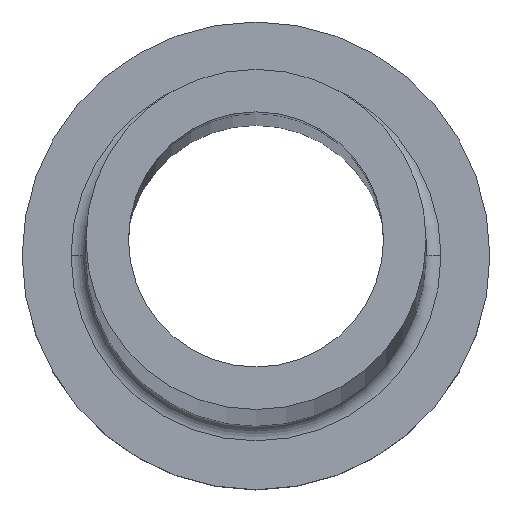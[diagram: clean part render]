
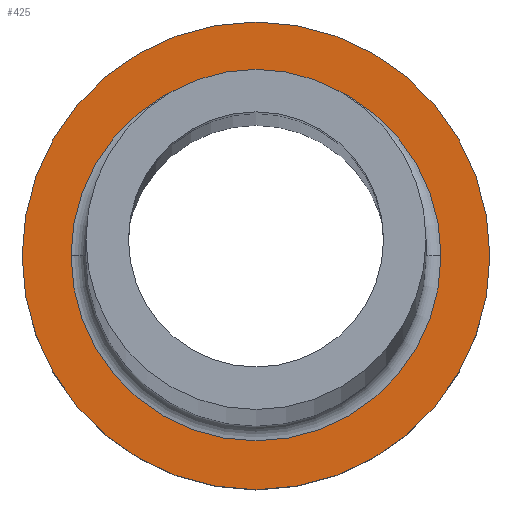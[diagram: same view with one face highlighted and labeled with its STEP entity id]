
A CAD part, top view. The second image highlights one B-rep face of the part: STEP entity #425.
In plain terms, the highlighted planar face has unit normal (0, 0, 1).
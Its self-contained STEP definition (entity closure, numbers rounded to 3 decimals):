
#3 = CARTESIAN_POINT ( 'NONE',  ( 0., 0., 7. ) ) ;
#23 = VERTEX_POINT ( 'NONE', #69 ) ;
#24 = ORIENTED_EDGE ( 'NONE', *, *, #434, .T. ) ;
#43 = DIRECTION ( 'NONE',  ( 1., 0., 0. ) ) ;
#52 = VERTEX_POINT ( 'NONE', #433 ) ;
#55 = AXIS2_PLACEMENT_3D ( 'NONE', #139, #168, #105 ) ;
#57 = VERTEX_POINT ( 'NONE', #112 ) ;
#59 = ORIENTED_EDGE ( 'NONE', *, *, #287, .T. ) ;
#68 = CARTESIAN_POINT ( 'NONE',  ( 0., 0., 7. ) ) ;
#69 = CARTESIAN_POINT ( 'NONE',  ( 8.7, 0., 7. ) ) ;
#89 = AXIS2_PLACEMENT_3D ( 'NONE', #180, #363, #43 ) ;
#105 = DIRECTION ( 'NONE',  ( 1., 0., 0. ) ) ;
#112 = CARTESIAN_POINT ( 'NONE',  ( 11., 0., 7. ) ) ;
#114 = EDGE_CURVE ( 'NONE', #347, #23, #133, .T. ) ;
#133 = CIRCLE ( 'NONE', #55, 8.7 ) ;
#139 = CARTESIAN_POINT ( 'NONE',  ( 0., 0., 7. ) ) ;
#152 = DIRECTION ( 'NONE',  ( 1., 0., 0. ) ) ;
#168 = DIRECTION ( 'NONE',  ( 0., 0., -1. ) ) ;
#170 = DIRECTION ( 'NONE',  ( 0., 0., 1. ) ) ;
#180 = CARTESIAN_POINT ( 'NONE',  ( 0., 0., 7. ) ) ;
#195 = EDGE_CURVE ( 'NONE', #57, #52, #294, .T. ) ;
#203 = EDGE_LOOP ( 'NONE', ( #59, #213 ) ) ;
#210 = CARTESIAN_POINT ( 'NONE',  ( -8.7, 0., 7. ) ) ;
#213 = ORIENTED_EDGE ( 'NONE', *, *, #195, .T. ) ;
#221 = FACE_BOUND ( 'NONE', #418, .T. ) ;
#224 = DIRECTION ( 'NONE',  ( 1., 0., 0. ) ) ;
#239 = ORIENTED_EDGE ( 'NONE', *, *, #114, .T. ) ;
#241 = AXIS2_PLACEMENT_3D ( 'NONE', #3, #382, #152 ) ;
#243 = CIRCLE ( 'NONE', #337, 8.7 ) ;
#251 = FACE_OUTER_BOUND ( 'NONE', #203, .T. ) ;
#287 = EDGE_CURVE ( 'NONE', #52, #57, #349, .T. ) ;
#291 = PLANE ( 'NONE',  #89 ) ;
#294 = CIRCLE ( 'NONE', #241, 11. ) ;
#331 = CARTESIAN_POINT ( 'NONE',  ( 0., 0., 7. ) ) ;
#337 = AXIS2_PLACEMENT_3D ( 'NONE', #331, #401, #224 ) ;
#347 = VERTEX_POINT ( 'NONE', #210 ) ;
#349 = CIRCLE ( 'NONE', #441, 11. ) ;
#363 = DIRECTION ( 'NONE',  ( 0., 0., 1. ) ) ;
#382 = DIRECTION ( 'NONE',  ( 0., 0., 1. ) ) ;
#401 = DIRECTION ( 'NONE',  ( 0., 0., -1. ) ) ;
#418 = EDGE_LOOP ( 'NONE', ( #24, #239 ) ) ;
#425 = ADVANCED_FACE ( 'NONE', ( #221, #251 ), #291, .T. ) ;
#433 = CARTESIAN_POINT ( 'NONE',  ( -11., 0., 7. ) ) ;
#434 = EDGE_CURVE ( 'NONE', #23, #347, #243, .T. ) ;
#441 = AXIS2_PLACEMENT_3D ( 'NONE', #68, #170, #454 ) ;
#454 = DIRECTION ( 'NONE',  ( 1., 0., 0. ) ) ;
